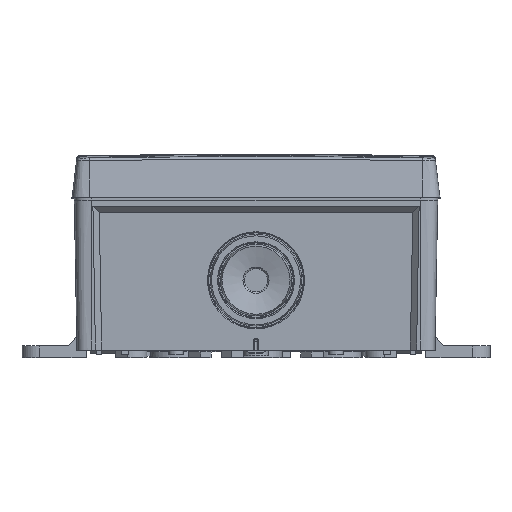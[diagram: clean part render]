
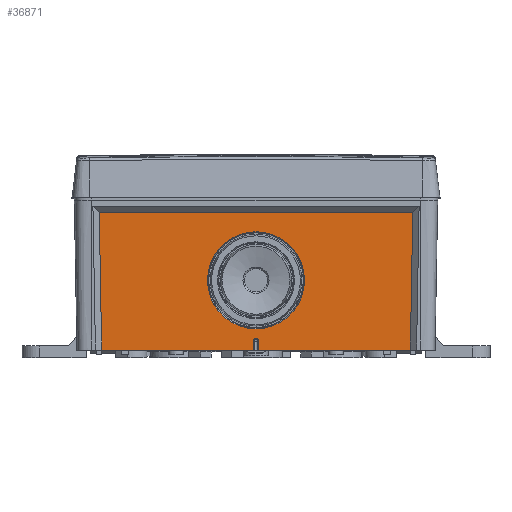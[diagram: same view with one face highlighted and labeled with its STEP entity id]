
A CAD part, top view. The second image highlights one B-rep face of the part: STEP entity #36871.
In plain terms, the highlighted planar face has unit normal (0, -0.018, 1).
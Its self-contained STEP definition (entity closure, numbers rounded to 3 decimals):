
#1600=B_SPLINE_CURVE_WITH_KNOTS('',3,(#79637,#79638,#79639,#79640,#79641,
#79642),.UNSPECIFIED.,.F.,.F.,(4,1,1,4),(0.,0.333,0.667,
1.),.UNSPECIFIED.);
#1601=B_SPLINE_CURVE_WITH_KNOTS('',3,(#79644,#79645,#79646,#79647,#79648,
#79649,#79650,#79651,#79652,#79653,#79654,#79655,#79656,#79657,#79658),
 .UNSPECIFIED.,.F.,.F.,(4,1,1,1,1,1,1,1,1,1,1,1,4),(0.,0.083,
0.167,0.25,0.333,0.417,0.5,0.583,
0.667,0.75,0.833,0.917,1.),.UNSPECIFIED.);
#1602=B_SPLINE_CURVE_WITH_KNOTS('',3,(#79660,#79661,#79662,#79663,#79664,
#79665),.UNSPECIFIED.,.F.,.F.,(4,1,1,4),(0.,0.333,0.667,
1.),.UNSPECIFIED.);
#3827=CIRCLE('',#40375,16.702);
#12317=ORIENTED_EDGE('',*,*,#16781,.T.);
#12318=ORIENTED_EDGE('',*,*,#19113,.T.);
#12319=ORIENTED_EDGE('',*,*,#19118,.F.);
#12320=ORIENTED_EDGE('',*,*,#19119,.F.);
#12321=ORIENTED_EDGE('',*,*,#16785,.T.);
#12322=ORIENTED_EDGE('',*,*,#19120,.T.);
#12323=ORIENTED_EDGE('',*,*,#19121,.T.);
#12324=ORIENTED_EDGE('',*,*,#19122,.T.);
#12325=ORIENTED_EDGE('',*,*,#19123,.T.);
#16781=EDGE_CURVE('',#21492,#21491,#24568,.T.);
#16785=EDGE_CURVE('',#21496,#21495,#24569,.T.);
#19113=EDGE_CURVE('',#21491,#23073,#25717,.T.);
#19118=EDGE_CURVE('',#23076,#23073,#25722,.T.);
#19119=EDGE_CURVE('',#21496,#23076,#25723,.T.);
#19120=EDGE_CURVE('',#21495,#23077,#1600,.T.);
#19121=EDGE_CURVE('',#23077,#23078,#1601,.T.);
#19122=EDGE_CURVE('',#23078,#21492,#1602,.T.);
#19123=EDGE_CURVE('',#23079,#23079,#3827,.T.);
#21491=VERTEX_POINT('',#66919);
#21492=VERTEX_POINT('',#66921);
#21495=VERTEX_POINT('',#66933);
#21496=VERTEX_POINT('',#66935);
#23073=VERTEX_POINT('',#79625);
#23076=VERTEX_POINT('',#79633);
#23077=VERTEX_POINT('',#79643);
#23078=VERTEX_POINT('',#79659);
#23079=VERTEX_POINT('',#79667);
#24568=LINE('',#66920,#27161);
#24569=LINE('',#66934,#27162);
#25717=LINE('',#79624,#28310);
#25722=LINE('',#79634,#28315);
#25723=LINE('',#79636,#28316);
#27161=VECTOR('',#44643,1000.);
#27162=VECTOR('',#44646,1000.);
#28310=VECTOR('',#48946,1000.);
#28315=VECTOR('',#48953,1000.);
#28316=VECTOR('',#48956,1000.);
#30927=EDGE_LOOP('',(#12317,#12318,#12319,#12320,#12321,#12322,#12323,#12324));
#30928=EDGE_LOOP('',(#12325));
#33519=FACE_BOUND('',#30927,.T.);
#33520=FACE_BOUND('',#30928,.T.);
#34862=PLANE('',#40374);
#36871=ADVANCED_FACE('',(#33519,#33520),#34862,.T.);
#40374=AXIS2_PLACEMENT_3D('',#79635,#48954,#48955);
#40375=AXIS2_PLACEMENT_3D('',#79666,#48957,#48958);
#44643=DIRECTION('',(1.,0.,0.));
#44646=DIRECTION('',(1.,0.,0.));
#48946=DIRECTION('',(0.017,1.,0.017));
#48953=DIRECTION('',(1.,0.,0.));
#48954=DIRECTION('',(0.,-0.017,1.));
#48955=DIRECTION('',(1.,0.,0.));
#48956=DIRECTION('',(-0.017,1.,0.017));
#48957=DIRECTION('',(0.,0.017,-1.));
#48958=DIRECTION('',(0.,-1.,-0.017));
#66919=CARTESIAN_POINT('',(53.097,-0.5,59.461));
#66920=CARTESIAN_POINT('',(0.919,-0.5,59.461));
#66921=CARTESIAN_POINT('',(0.919,-0.5,59.461));
#66933=CARTESIAN_POINT('',(-0.919,-0.5,59.461));
#66934=CARTESIAN_POINT('',(-53.097,-0.5,59.461));
#66935=CARTESIAN_POINT('',(-53.097,-0.5,59.461));
#79624=CARTESIAN_POINT('',(54.1,56.962,60.464));
#79625=CARTESIAN_POINT('',(53.926,46.939,60.289));
#79633=CARTESIAN_POINT('',(-53.926,46.939,60.289));
#79634=CARTESIAN_POINT('',(-53.926,46.939,60.289));
#79635=CARTESIAN_POINT('',(-62.7,59.,60.5));
#79636=CARTESIAN_POINT('',(-53.037,-3.964,59.401));
#79637=CARTESIAN_POINT('',(-0.919,-0.5,59.461));
#79638=CARTESIAN_POINT('',(-0.922,-0.157,59.467));
#79639=CARTESIAN_POINT('',(-0.928,0.531,59.479));
#79640=CARTESIAN_POINT('',(-0.938,1.566,59.497));
#79641=CARTESIAN_POINT('',(-0.944,2.258,59.51));
#79642=CARTESIAN_POINT('',(-0.947,2.605,59.516));
#79643=CARTESIAN_POINT('',(-0.947,2.605,59.516));
#79644=CARTESIAN_POINT('',(-0.947,2.605,59.516));
#79645=CARTESIAN_POINT('',(-0.947,2.687,59.517));
#79646=CARTESIAN_POINT('',(-0.927,2.843,59.52));
#79647=CARTESIAN_POINT('',(-0.836,3.068,59.524));
#79648=CARTESIAN_POINT('',(-0.689,3.258,59.527));
#79649=CARTESIAN_POINT('',(-0.496,3.405,59.53));
#79650=CARTESIAN_POINT('',(-0.271,3.499,59.531));
#79651=CARTESIAN_POINT('',(0.,3.534,59.532));
#79652=CARTESIAN_POINT('',(0.27,3.499,59.531));
#79653=CARTESIAN_POINT('',(0.496,3.406,59.53));
#79654=CARTESIAN_POINT('',(0.689,3.259,59.527));
#79655=CARTESIAN_POINT('',(0.836,3.068,59.524));
#79656=CARTESIAN_POINT('',(0.927,2.844,59.52));
#79657=CARTESIAN_POINT('',(0.947,2.687,59.517));
#79658=CARTESIAN_POINT('',(0.947,2.605,59.516));
#79659=CARTESIAN_POINT('',(0.947,2.605,59.516));
#79660=CARTESIAN_POINT('',(0.947,2.605,59.516));
#79661=CARTESIAN_POINT('',(0.944,2.258,59.51));
#79662=CARTESIAN_POINT('',(0.938,1.566,59.497));
#79663=CARTESIAN_POINT('',(0.928,0.531,59.479));
#79664=CARTESIAN_POINT('',(0.922,-0.157,59.467));
#79665=CARTESIAN_POINT('',(0.919,-0.5,59.461));
#79666=CARTESIAN_POINT('',(0.,23.502,59.88));
#79667=CARTESIAN_POINT('',(0.,6.803,59.589));
